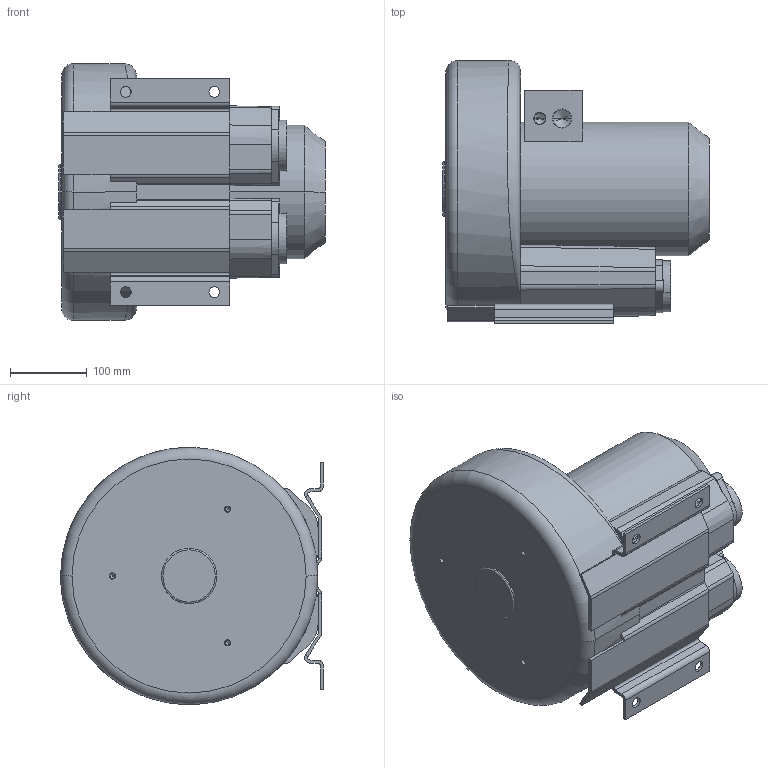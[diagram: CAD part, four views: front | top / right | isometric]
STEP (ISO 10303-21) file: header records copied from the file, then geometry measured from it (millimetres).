
FILE_DESCRIPTION((''),'2;1');
FILE_NAME('VSC0210_1MP151_GEWFL_ASM','2014-04-08T',('rnennstiel'),('vacuvane vacuum technology gmbh'),'PRO/ENGINEER BY PARAMETRIC TECHNOLOGY CORPORATION, 2010140','PRO/ENGINEER BY PARAMETRIC TECHNOLOGY CORPORATION, 2010140','');
FILE_SCHEMA(('AUTOMOTIVE_DESIGN_CC2 { 1 2 10303 214 -1 1 5 2 }'));
Length unit declared in the file: millimetre
Products named in the file (3): VSC0210_1MP151; GEWINDEFLANSCH_2_ZOLL; VSC0210_1MP151_GEWFL_ASM
Assembly tree (3 placements, depth 2):
  VSC0210_1MP151_GEWFL_ASM
    VSC0210_1MP151
    GEWINDEFLANSCH_2_ZOLL  x2
Bounding box: 346 x 341.5 x 334 mm (x, y, z)
Volume: 16234356.4 mm3; surface area: 799661.8 mm2
Topology: 3 solids, 20 shells, 999 faces, 2740 edges, 1800 vertices
Faces by surface type: extrusion 414, plane 363, cylinder 168, cone 48, torus 4, bspline 2
Entity records: 35240 total; most frequent: CARTESIAN_POINT 11874, ORIENTED_EDGE 5176, DIRECTION 3656, EDGE_CURVE 2620, VERTEX_POINT 1742, VECTOR 1680, B_SPLINE_CURVE_WITH_KNOTS 1341, LINE 1266
